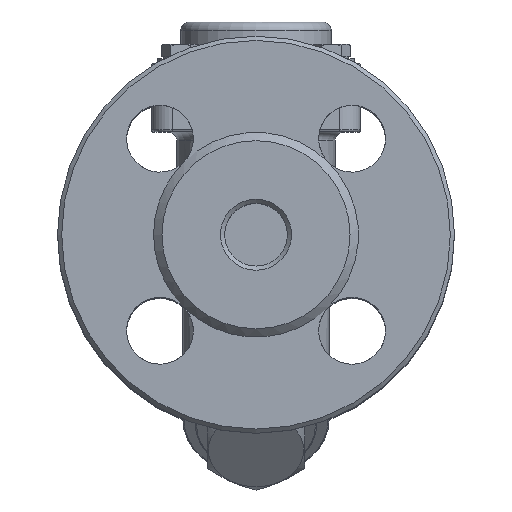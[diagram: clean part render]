
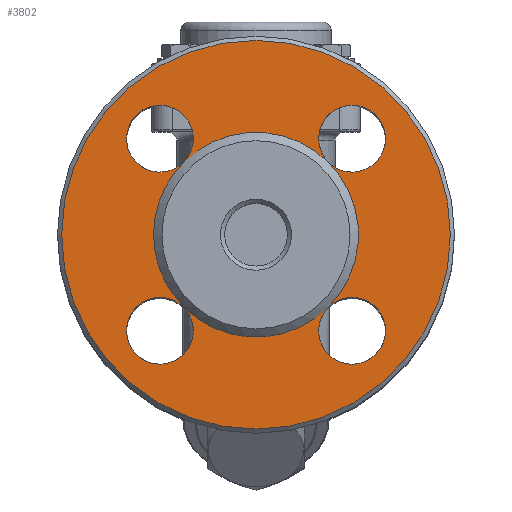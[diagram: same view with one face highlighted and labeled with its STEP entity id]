
A CAD part, top view. The second image highlights one B-rep face of the part: STEP entity #3802.
In plain terms, the highlighted planar face has unit normal (0, 0, 1).
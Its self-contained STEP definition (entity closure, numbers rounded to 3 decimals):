
#219=PLANE('',#4250);
#275=FACE_BOUND('',#721,.T.);
#469=FACE_OUTER_BOUND('',#720,.T.);
#720=EDGE_LOOP('',(#3215));
#721=EDGE_LOOP('',(#3216,#3217,#3218,#3219,#3220,#3221,#3222,#3223,#3224,
#3225,#3226,#3227,#3228));
#1000=CIRCLE('',#4249,46.5);
#1001=CIRCLE('',#4251,8.);
#1002=CIRCLE('',#4252,24.5);
#1003=CIRCLE('',#4253,8.);
#1004=CIRCLE('',#4254,8.);
#1005=CIRCLE('',#4255,24.5);
#1006=CIRCLE('',#4256,8.);
#1007=CIRCLE('',#4257,8.);
#1008=CIRCLE('',#4258,24.5);
#1009=CIRCLE('',#4259,24.5);
#1010=CIRCLE('',#4260,8.);
#1011=CIRCLE('',#4261,8.);
#1012=CIRCLE('',#4262,24.5);
#1013=CIRCLE('',#4263,8.);
#1759=VERTEX_POINT('',#7802);
#1760=VERTEX_POINT('',#7806);
#1761=VERTEX_POINT('',#7807);
#1762=VERTEX_POINT('',#7809);
#1763=VERTEX_POINT('',#7811);
#1764=VERTEX_POINT('',#7814);
#1765=VERTEX_POINT('',#7816);
#1766=VERTEX_POINT('',#7819);
#1767=VERTEX_POINT('',#7821);
#1768=VERTEX_POINT('',#7823);
#2250=EDGE_CURVE('',#1759,#1759,#1000,.T.);
#2251=EDGE_CURVE('',#1760,#1761,#1001,.T.);
#2252=EDGE_CURVE('',#1762,#1760,#1002,.T.);
#2253=EDGE_CURVE('',#1763,#1762,#1003,.T.);
#2254=EDGE_CURVE('',#1762,#1763,#1004,.T.);
#2255=EDGE_CURVE('',#1764,#1762,#1005,.T.);
#2256=EDGE_CURVE('',#1765,#1764,#1006,.T.);
#2257=EDGE_CURVE('',#1764,#1765,#1007,.T.);
#2258=EDGE_CURVE('',#1766,#1764,#1008,.T.);
#2259=EDGE_CURVE('',#1767,#1766,#1009,.T.);
#2260=EDGE_CURVE('',#1768,#1767,#1010,.T.);
#2261=EDGE_CURVE('',#1767,#1768,#1011,.T.);
#2262=EDGE_CURVE('',#1760,#1767,#1012,.T.);
#2263=EDGE_CURVE('',#1761,#1760,#1013,.T.);
#3215=ORIENTED_EDGE('',*,*,#2250,.F.);
#3216=ORIENTED_EDGE('',*,*,#2251,.F.);
#3217=ORIENTED_EDGE('',*,*,#2252,.F.);
#3218=ORIENTED_EDGE('',*,*,#2253,.F.);
#3219=ORIENTED_EDGE('',*,*,#2254,.F.);
#3220=ORIENTED_EDGE('',*,*,#2255,.F.);
#3221=ORIENTED_EDGE('',*,*,#2256,.F.);
#3222=ORIENTED_EDGE('',*,*,#2257,.F.);
#3223=ORIENTED_EDGE('',*,*,#2258,.F.);
#3224=ORIENTED_EDGE('',*,*,#2259,.F.);
#3225=ORIENTED_EDGE('',*,*,#2260,.F.);
#3226=ORIENTED_EDGE('',*,*,#2261,.F.);
#3227=ORIENTED_EDGE('',*,*,#2262,.F.);
#3228=ORIENTED_EDGE('',*,*,#2263,.F.);
#3802=ADVANCED_FACE('',(#469,#275),#219,.F.);
#4249=AXIS2_PLACEMENT_3D('',#7804,#5216,#5217);
#4250=AXIS2_PLACEMENT_3D('',#7805,#5218,#5219);
#4251=AXIS2_PLACEMENT_3D('',#7808,#5220,#5221);
#4252=AXIS2_PLACEMENT_3D('',#7810,#5222,#5223);
#4253=AXIS2_PLACEMENT_3D('',#7812,#5224,#5225);
#4254=AXIS2_PLACEMENT_3D('',#7813,#5226,#5227);
#4255=AXIS2_PLACEMENT_3D('',#7815,#5228,#5229);
#4256=AXIS2_PLACEMENT_3D('',#7817,#5230,#5231);
#4257=AXIS2_PLACEMENT_3D('',#7818,#5232,#5233);
#4258=AXIS2_PLACEMENT_3D('',#7820,#5234,#5235);
#4259=AXIS2_PLACEMENT_3D('',#7822,#5236,#5237);
#4260=AXIS2_PLACEMENT_3D('',#7824,#5238,#5239);
#4261=AXIS2_PLACEMENT_3D('',#7825,#5240,#5241);
#4262=AXIS2_PLACEMENT_3D('',#7826,#5242,#5243);
#4263=AXIS2_PLACEMENT_3D('',#7827,#5244,#5245);
#5216=DIRECTION('center_axis',(0.,0.,-1.));
#5217=DIRECTION('ref_axis',(1.,0.,0.));
#5218=DIRECTION('center_axis',(0.,0.,-1.));
#5219=DIRECTION('ref_axis',(-1.,0.,0.));
#5220=DIRECTION('center_axis',(0.,0.,1.));
#5221=DIRECTION('ref_axis',(1.,0.,0.));
#5222=DIRECTION('center_axis',(0.,0.,1.));
#5223=DIRECTION('ref_axis',(-1.,0.,0.));
#5224=DIRECTION('center_axis',(0.,0.,1.));
#5225=DIRECTION('ref_axis',(1.,0.,0.));
#5226=DIRECTION('center_axis',(0.,0.,1.));
#5227=DIRECTION('ref_axis',(1.,0.,0.));
#5228=DIRECTION('center_axis',(0.,0.,1.));
#5229=DIRECTION('ref_axis',(-1.,0.,0.));
#5230=DIRECTION('center_axis',(0.,0.,1.));
#5231=DIRECTION('ref_axis',(1.,0.,0.));
#5232=DIRECTION('center_axis',(0.,0.,1.));
#5233=DIRECTION('ref_axis',(1.,0.,0.));
#5234=DIRECTION('center_axis',(0.,0.,1.));
#5235=DIRECTION('ref_axis',(-1.,0.,0.));
#5236=DIRECTION('center_axis',(0.,0.,1.));
#5237=DIRECTION('ref_axis',(-1.,0.,0.));
#5238=DIRECTION('center_axis',(0.,0.,1.));
#5239=DIRECTION('ref_axis',(1.,0.,0.));
#5240=DIRECTION('center_axis',(0.,0.,1.));
#5241=DIRECTION('ref_axis',(1.,0.,0.));
#5242=DIRECTION('center_axis',(0.,0.,1.));
#5243=DIRECTION('ref_axis',(-1.,0.,0.));
#5244=DIRECTION('center_axis',(0.,0.,1.));
#5245=DIRECTION('ref_axis',(1.,0.,0.));
#7802=CARTESIAN_POINT('',(-46.5,0.,73.));
#7804=CARTESIAN_POINT('Origin',(0.,0.,73.));
#7805=CARTESIAN_POINT('Origin',(0.,0.,73.));
#7806=CARTESIAN_POINT('',(-17.324,-17.324,73.));
#7807=CARTESIAN_POINT('',(-30.981,-22.981,73.));
#7808=CARTESIAN_POINT('Origin',(-22.981,-22.981,73.));
#7809=CARTESIAN_POINT('',(-17.324,17.324,73.));
#7810=CARTESIAN_POINT('Origin',(0.,0.,73.));
#7811=CARTESIAN_POINT('',(-30.981,22.981,73.));
#7812=CARTESIAN_POINT('Origin',(-22.981,22.981,73.));
#7813=CARTESIAN_POINT('Origin',(-22.981,22.981,73.));
#7814=CARTESIAN_POINT('',(17.324,17.324,73.));
#7815=CARTESIAN_POINT('Origin',(0.,0.,73.));
#7816=CARTESIAN_POINT('',(14.981,22.981,73.));
#7817=CARTESIAN_POINT('Origin',(22.981,22.981,73.));
#7818=CARTESIAN_POINT('Origin',(22.981,22.981,73.));
#7819=CARTESIAN_POINT('',(24.5,0.,73.));
#7820=CARTESIAN_POINT('Origin',(0.,0.,73.));
#7821=CARTESIAN_POINT('',(17.324,-17.324,73.));
#7822=CARTESIAN_POINT('Origin',(0.,0.,73.));
#7823=CARTESIAN_POINT('',(14.981,-22.981,73.));
#7824=CARTESIAN_POINT('Origin',(22.981,-22.981,73.));
#7825=CARTESIAN_POINT('Origin',(22.981,-22.981,73.));
#7826=CARTESIAN_POINT('Origin',(0.,0.,73.));
#7827=CARTESIAN_POINT('Origin',(-22.981,-22.981,73.));
